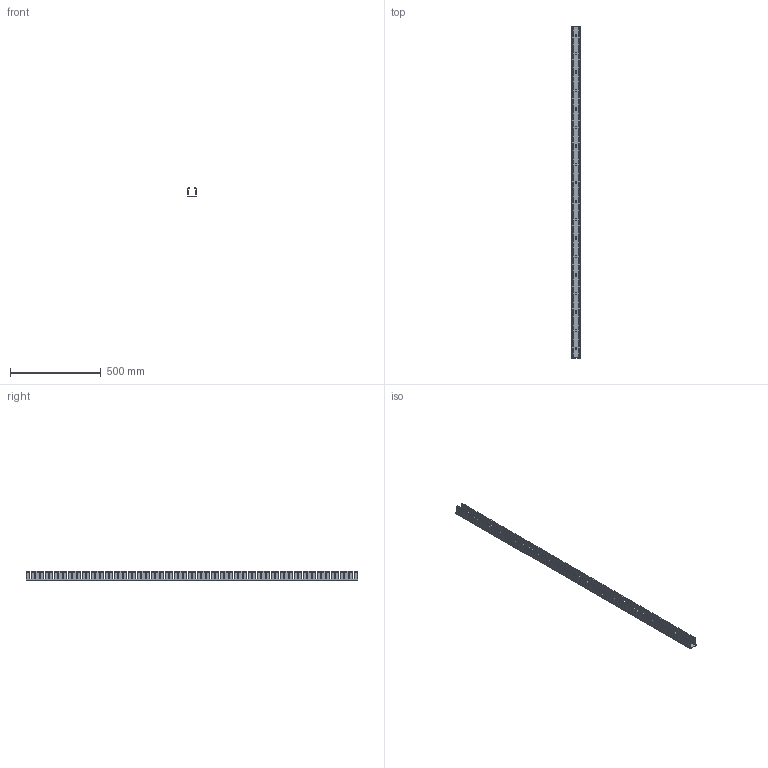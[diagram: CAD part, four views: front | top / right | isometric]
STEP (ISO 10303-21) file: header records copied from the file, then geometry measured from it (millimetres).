
FILE_DESCRIPTION (( 'STEP AP203' ), '1' );
FILE_NAME ('G1.5X2_3D_STEP.STEP', '2014-05-20T20:32:20', ( 'IT' ), ( 'Panduit Corp.' ), 'SwSTEP 2.0', 'SolidWorks 2012', '' );
FILE_SCHEMA (( 'CONFIG_CONTROL_DESIGN' ));
Length unit declared in the file: inch
Products named in the file (1): G1.5X2_3D_STEP
Bounding box: 44.46 x 1828.8 x 50.8 mm (x, y, z)
Volume: 588638.8 mm3; surface area: 487654.1 mm2
Topology: 1 solids, 1 shells, 1378 faces, 4128 edges, 2752 vertices
Faces by surface type: plane 1342, cylinder 36
Entity records: 45655 total; most frequent: CARTESIAN_POINT 8259, ORIENTED_EDGE 8256, DIRECTION 6958, EDGE_CURVE 4128, VECTOR 4056, LINE 4056, VERTEX_POINT 2752, AXIS2_PLACEMENT_3D 1451
